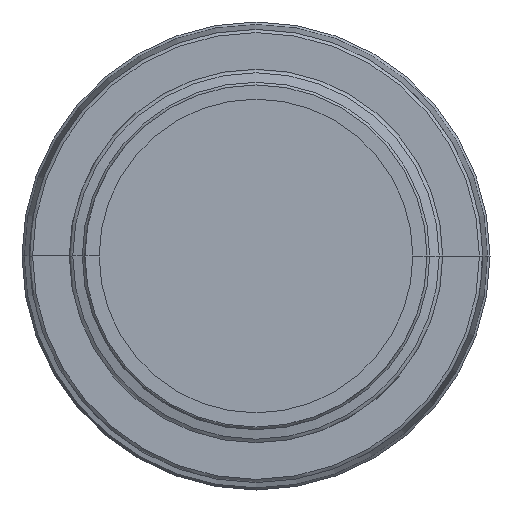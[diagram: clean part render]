
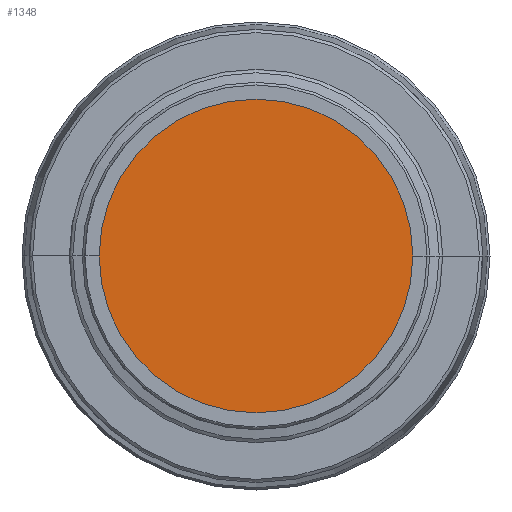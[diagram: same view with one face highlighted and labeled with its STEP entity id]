
A CAD part, front view. The second image highlights one B-rep face of the part: STEP entity #1348.
In plain terms, the highlighted planar face has unit normal (0, -1, 0).
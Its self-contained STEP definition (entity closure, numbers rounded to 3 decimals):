
#216=FACE_OUTER_BOUND('',#306,.T.);
#306=EDGE_LOOP('',(#1132,#1133));
#548=CIRCLE('',#1519,37.5);
#549=CIRCLE('',#1520,37.5);
#636=VERTEX_POINT('',#2611);
#637=VERTEX_POINT('',#2612);
#802=EDGE_CURVE('',#636,#637,#548,.T.);
#803=EDGE_CURVE('',#637,#636,#549,.T.);
#1132=ORIENTED_EDGE('',*,*,#802,.T.);
#1133=ORIENTED_EDGE('',*,*,#803,.T.);
#1170=PLANE('',#1518);
#1348=ADVANCED_FACE('',(#216),#1170,.T.);
#1518=AXIS2_PLACEMENT_3D('',#2610,#1920,#1921);
#1519=AXIS2_PLACEMENT_3D('',#2613,#1922,#1923);
#1520=AXIS2_PLACEMENT_3D('',#2614,#1924,#1925);
#1920=DIRECTION('center_axis',(0.,-1.,0.));
#1921=DIRECTION('ref_axis',(0.,0.,1.));
#1922=DIRECTION('center_axis',(0.,-1.,0.));
#1923=DIRECTION('ref_axis',(1.,0.,0.));
#1924=DIRECTION('center_axis',(0.,-1.,0.));
#1925=DIRECTION('ref_axis',(1.,0.,0.));
#2610=CARTESIAN_POINT('Origin',(37.5,5.549,0.));
#2611=CARTESIAN_POINT('',(-37.5,5.549,0.));
#2612=CARTESIAN_POINT('',(37.5,5.549,0.));
#2613=CARTESIAN_POINT('Origin',(0.,5.549,0.));
#2614=CARTESIAN_POINT('Origin',(0.,5.549,0.));
